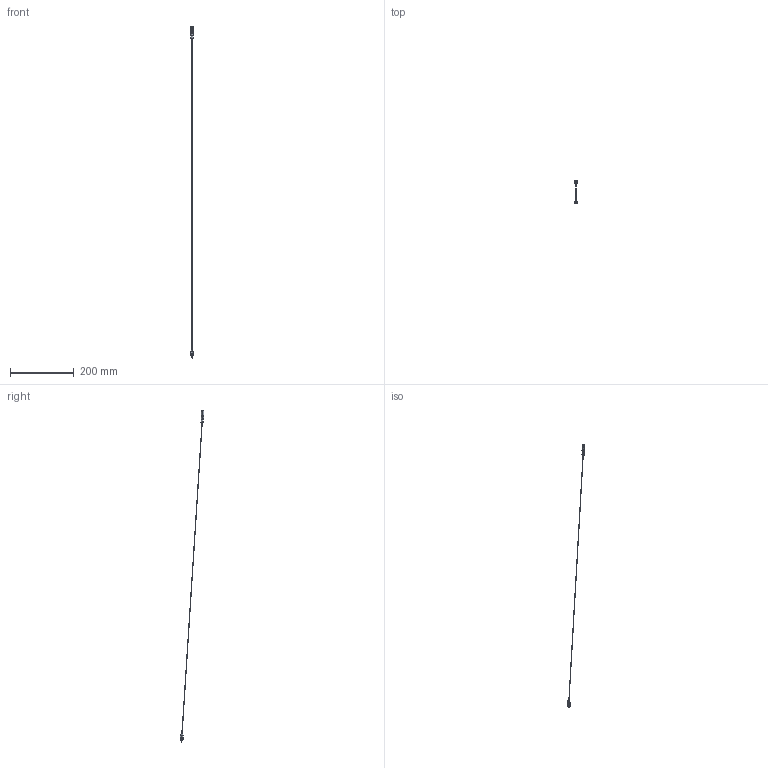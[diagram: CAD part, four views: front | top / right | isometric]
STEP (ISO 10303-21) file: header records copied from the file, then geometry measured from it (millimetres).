
FILE_DESCRIPTION (( 'STEP AP203' ), '1' );
FILE_NAME ('17369-E0W.STEP', '2022-08-16T14:16:24', ( '' ), ( '' ), 'SwSTEP 2.0', 'SolidWorks 2018', '' );
FILE_SCHEMA (( 'CONFIG_CONTROL_DESIGN' ));
Length unit declared in the file: millimetre
Products named in the file (1): 17369-E0W
Bounding box: 9.99 x 74.49 x 1038.57 mm (x, y, z)
Volume: 2935.8 mm3; surface area: 8224.5 mm2
Topology: 12 solids, 12 shells, 528 faces, 1588 edges, 1125 vertices
Faces by surface type: plane 254, cylinder 222, cone 38, bspline 10, torus 4
Entity records: 21390 total; most frequent: CARTESIAN_POINT 7317, ORIENTED_EDGE 3168, DIRECTION 2633, EDGE_CURVE 1584, VERTEX_POINT 1125, AXIS2_PLACEMENT_3D 1055, EDGE_LOOP 633, CIRCLE 536
